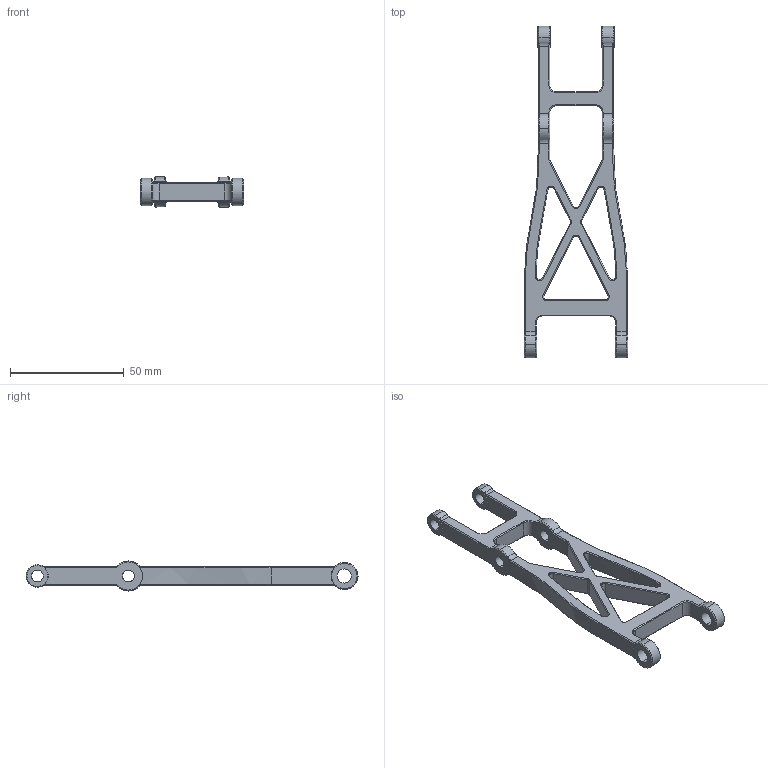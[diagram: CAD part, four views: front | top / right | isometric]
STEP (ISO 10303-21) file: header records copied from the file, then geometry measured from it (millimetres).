
FILE_DESCRIPTION (( 'STEP AP203' ), '1' );
FILE_NAME ('前悬架横摆臂上（数量2）.STEP', '2021-09-16T04:43:23', ( '' ), ( '' ), 'SwSTEP 2.0', 'SolidWorks 2018', '' );
FILE_SCHEMA (( 'CONFIG_CONTROL_DESIGN' ));
Length unit declared in the file: millimetre
Products named in the file (1): 前悬架横摆臂上（数量2）
Bounding box: 45.5 x 146 x 13.2 mm (x, y, z)
Volume: 18912.4 mm3; surface area: 11725 mm2
Topology: 1 solids, 1 shells, 270 faces, 674 edges, 402 vertices
Faces by surface type: cone 98, plane 84, cylinder 66, bspline 22
Entity records: 11589 total; most frequent: CARTESIAN_POINT 5195, ORIENTED_EDGE 1348, DIRECTION 1294, EDGE_CURVE 674, AXIS2_PLACEMENT_3D 485, VERTEX_POINT 402, VECTOR 324, LINE 324
